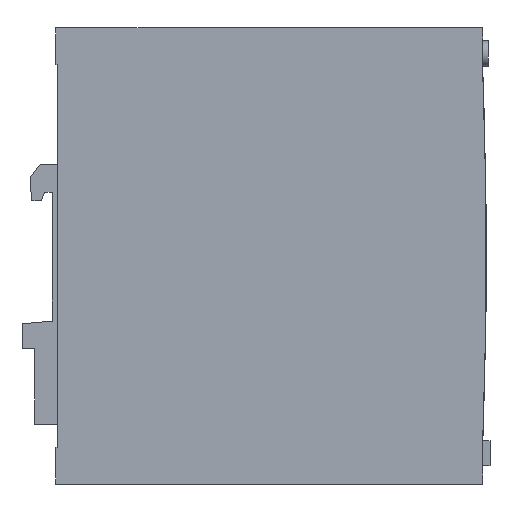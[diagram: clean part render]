
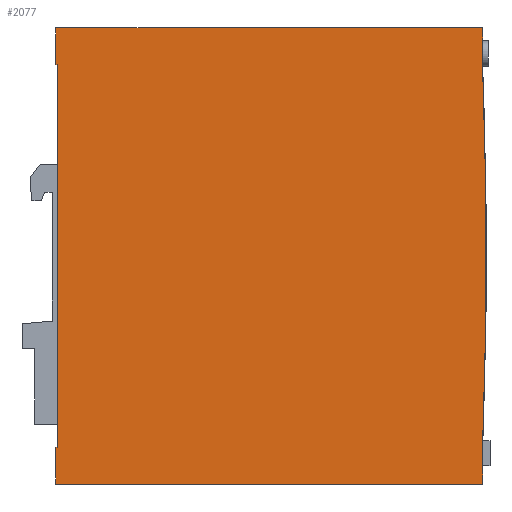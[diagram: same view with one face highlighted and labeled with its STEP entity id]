
A CAD part, left-side view. The second image highlights one B-rep face of the part: STEP entity #2077.
In plain terms, the highlighted planar face has unit normal (-1, 0, 0).
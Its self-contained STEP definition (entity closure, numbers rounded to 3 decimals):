
#1257=FACE_OUTER_BOUND('',#2788,.T.);
#1703=PLANE('',#11526);
#2077=ADVANCED_FACE('',(#1257),#1703,.F.);
#2788=EDGE_LOOP('',(#3668,#3669,#3670,#3671,#3672,#3673,#3674,#3675,#3676,
#3677));
#3668=ORIENTED_EDGE('',*,*,#6846,.F.);
#3669=ORIENTED_EDGE('',*,*,#6847,.F.);
#3670=ORIENTED_EDGE('',*,*,#6848,.F.);
#3671=ORIENTED_EDGE('',*,*,#6745,.F.);
#3672=ORIENTED_EDGE('',*,*,#6754,.F.);
#3673=ORIENTED_EDGE('',*,*,#6624,.F.);
#3674=ORIENTED_EDGE('',*,*,#6763,.F.);
#3675=ORIENTED_EDGE('',*,*,#6849,.F.);
#3676=ORIENTED_EDGE('',*,*,#6850,.F.);
#3677=ORIENTED_EDGE('',*,*,#6851,.F.);
#5814=VERTEX_POINT('',#16332);
#5815=VERTEX_POINT('',#16334);
#5935=VERTEX_POINT('',#17367);
#5936=VERTEX_POINT('',#17368);
#5948=VERTEX_POINT('',#17399);
#6005=VERTEX_POINT('',#17564);
#6006=VERTEX_POINT('',#17565);
#6007=VERTEX_POINT('',#17567);
#6008=VERTEX_POINT('',#17570);
#6009=VERTEX_POINT('',#17572);
#6624=EDGE_CURVE('',#5814,#5815,#8284,.T.);
#6745=EDGE_CURVE('',#5935,#5936,#9195,.T.);
#6754=EDGE_CURVE('',#5815,#5935,#9204,.T.);
#6763=EDGE_CURVE('',#5948,#5814,#9213,.T.);
#6846=EDGE_CURVE('',#6005,#6006,#9296,.T.);
#6847=EDGE_CURVE('',#6007,#6005,#9297,.T.);
#6848=EDGE_CURVE('',#5936,#6007,#9298,.T.);
#6849=EDGE_CURVE('',#6008,#5948,#9299,.T.);
#6850=EDGE_CURVE('',#6009,#6008,#9300,.T.);
#6851=EDGE_CURVE('',#6006,#6009,#9301,.T.);
#8284=CIRCLE('',#11448,1301.);
#9195=LINE('',#17366,#10021);
#9204=LINE('',#17385,#10030);
#9213=LINE('',#17400,#10039);
#9296=LINE('',#17563,#10122);
#9297=LINE('',#17566,#10123);
#9298=LINE('',#17568,#10124);
#9299=LINE('',#17569,#10125);
#9300=LINE('',#17571,#10126);
#9301=LINE('',#17573,#10127);
#10021=VECTOR('',#12454,1.);
#10030=VECTOR('',#12465,1.);
#10039=VECTOR('',#12476,1.);
#10122=VECTOR('',#12607,1.);
#10123=VECTOR('',#12608,1.);
#10124=VECTOR('',#12609,1.);
#10125=VECTOR('',#12610,1.);
#10126=VECTOR('',#12611,1.);
#10127=VECTOR('',#12612,1.);
#11448=AXIS2_PLACEMENT_3D('',#16333,#12326,#12327);
#11526=AXIS2_PLACEMENT_3D('',#17574,#12613,#12614);
#12326=DIRECTION('',(1.,0.,0.));
#12327=DIRECTION('',(0.,1.,0.));
#12454=DIRECTION('',(0.,1.,0.));
#12465=DIRECTION('',(0.,0.,-1.));
#12476=DIRECTION('',(0.,0.,-1.));
#12607=DIRECTION('',(0.,0.,1.));
#12608=DIRECTION('',(0.,-1.,0.));
#12609=DIRECTION('',(0.,0.,1.));
#12610=DIRECTION('',(0.,-1.,0.));
#12611=DIRECTION('',(0.,0.,1.));
#12612=DIRECTION('',(0.,1.,0.));
#12613=DIRECTION('',(1.,0.,0.));
#12614=DIRECTION('',(0.,0.,-1.));
#16332=CARTESIAN_POINT('',(0.,0.,113.));
#16333=CARTESIAN_POINT('',(0.,1300.,62.));
#16334=CARTESIAN_POINT('',(0.,0.,11.));
#17366=CARTESIAN_POINT('',(0.,0.,0.));
#17367=CARTESIAN_POINT('',(0.,0.,0.));
#17368=CARTESIAN_POINT('',(0.,116.,0.));
#17385=CARTESIAN_POINT('',(0.,0.,11.));
#17399=CARTESIAN_POINT('',(0.,0.,124.));
#17400=CARTESIAN_POINT('',(0.,0.,124.));
#17563=CARTESIAN_POINT('',(0.,115.5,87.));
#17564=CARTESIAN_POINT('',(0.,115.5,10.));
#17565=CARTESIAN_POINT('',(0.,115.5,114.));
#17566=CARTESIAN_POINT('',(0.,116.,10.));
#17567=CARTESIAN_POINT('',(0.,116.,10.));
#17568=CARTESIAN_POINT('',(0.,116.,0.));
#17569=CARTESIAN_POINT('',(0.,116.,124.));
#17570=CARTESIAN_POINT('',(0.,116.,124.));
#17571=CARTESIAN_POINT('',(0.,116.,114.));
#17572=CARTESIAN_POINT('',(0.,116.,114.));
#17573=CARTESIAN_POINT('',(0.,115.5,114.));
#17574=CARTESIAN_POINT('',(0.,1300.,62.));
